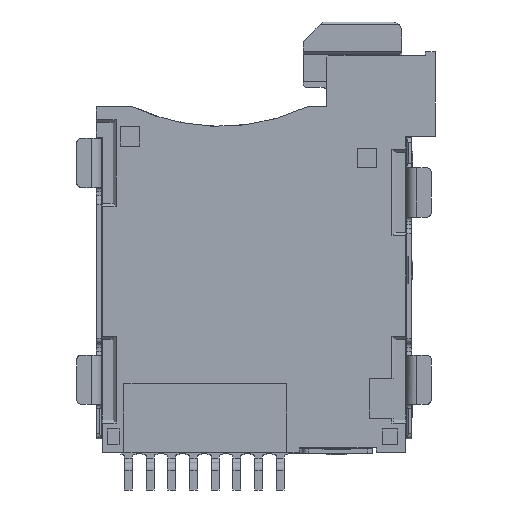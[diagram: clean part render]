
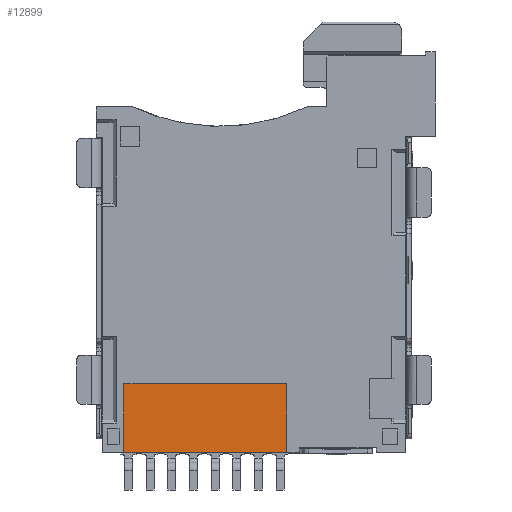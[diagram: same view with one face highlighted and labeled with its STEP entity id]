
A CAD part, front view. The second image highlights one B-rep face of the part: STEP entity #12899.
In plain terms, the highlighted planar face has unit normal (0, -1, 0).
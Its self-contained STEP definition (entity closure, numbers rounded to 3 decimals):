
#821 = VECTOR ( 'NONE', #5291, 1000. ) ;
#1727 = CARTESIAN_POINT ( 'NONE',  ( 1.65, 0.25, -17.55 ) ) ;
#2578 = EDGE_CURVE ( 'NONE', #3775, #22800, #7843, .T. ) ;
#3457 = VERTEX_POINT ( 'NONE', #5252 ) ;
#3762 = LINE ( 'NONE', #7349, #22354 ) ;
#3775 = VERTEX_POINT ( 'NONE', #9841 ) ;
#4086 = EDGE_CURVE ( 'NONE', #22800, #3457, #17921, .T. ) ;
#5252 = CARTESIAN_POINT ( 'NONE',  ( -6.6, 0.25, -14.05 ) ) ;
#5286 = DIRECTION ( 'NONE',  ( 0., 1., 0. ) ) ;
#5291 = DIRECTION ( 'NONE',  ( -1., 0., 0. ) ) ;
#6531 = EDGE_LOOP ( 'NONE', ( #16383, #16857, #23196, #23347 ) ) ;
#7118 = DIRECTION ( 'NONE',  ( -1., 0., 0. ) ) ;
#7275 = VECTOR ( 'NONE', #16562, 1000. ) ;
#7349 = CARTESIAN_POINT ( 'NONE',  ( -6.6, 0.25, -14.05 ) ) ;
#7843 = LINE ( 'NONE', #12948, #7275 ) ;
#8367 = VECTOR ( 'NONE', #11143, 1000. ) ;
#9841 = CARTESIAN_POINT ( 'NONE',  ( 1.65, 0.25, -17.55 ) ) ;
#11069 = CARTESIAN_POINT ( 'NONE',  ( 1.65, 0.25, -14.05 ) ) ;
#11143 = DIRECTION ( 'NONE',  ( -1., 0., 0. ) ) ;
#11430 = VERTEX_POINT ( 'NONE', #16315 ) ;
#12556 = CARTESIAN_POINT ( 'NONE',  ( 1.65, 0.25, -14.05 ) ) ;
#12899 = ADVANCED_FACE ( 'NONE', ( #16719 ), #23121, .F. ) ;
#12948 = CARTESIAN_POINT ( 'NONE',  ( 1.65, 0.25, -14.05 ) ) ;
#13044 = EDGE_CURVE ( 'NONE', #3457, #11430, #3762, .T. ) ;
#14530 = DIRECTION ( 'NONE',  ( 0., 0., -1. ) ) ;
#16315 = CARTESIAN_POINT ( 'NONE',  ( -6.6, 0.25, -17.55 ) ) ;
#16383 = ORIENTED_EDGE ( 'NONE', *, *, #2578, .T. ) ;
#16562 = DIRECTION ( 'NONE',  ( 0., 0., 1. ) ) ;
#16719 = FACE_OUTER_BOUND ( 'NONE', #6531, .T. ) ;
#16798 = EDGE_CURVE ( 'NONE', #3775, #11430, #23334, .T. ) ;
#16857 = ORIENTED_EDGE ( 'NONE', *, *, #4086, .T. ) ;
#17921 = LINE ( 'NONE', #11069, #8367 ) ;
#18461 = AXIS2_PLACEMENT_3D ( 'NONE', #12556, #5286, #7118 ) ;
#18668 = CARTESIAN_POINT ( 'NONE',  ( 1.65, 0.25, -14.05 ) ) ;
#22354 = VECTOR ( 'NONE', #14530, 1000. ) ;
#22800 = VERTEX_POINT ( 'NONE', #18668 ) ;
#23121 = PLANE ( 'NONE',  #18461 ) ;
#23196 = ORIENTED_EDGE ( 'NONE', *, *, #13044, .T. ) ;
#23334 = LINE ( 'NONE', #1727, #821 ) ;
#23347 = ORIENTED_EDGE ( 'NONE', *, *, #16798, .F. ) ;
